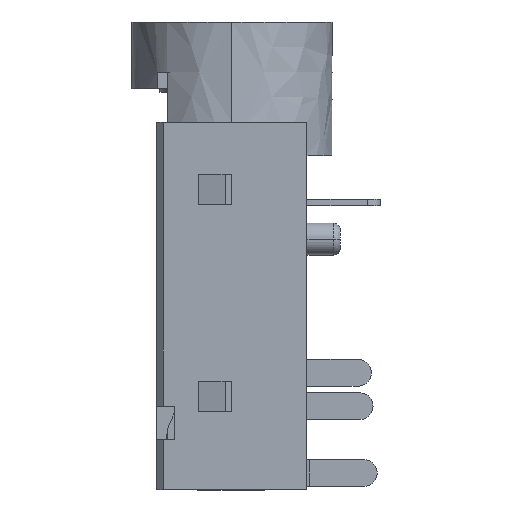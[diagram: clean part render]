
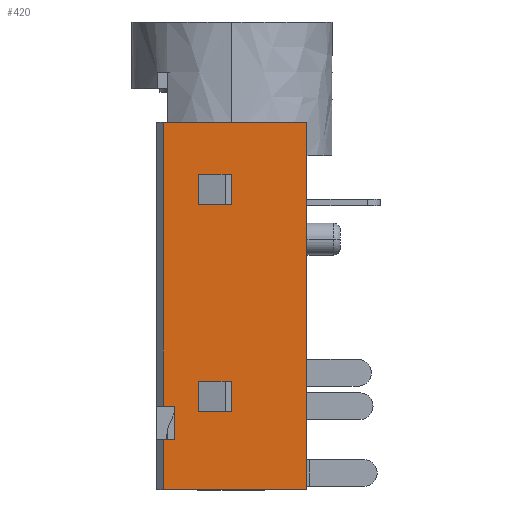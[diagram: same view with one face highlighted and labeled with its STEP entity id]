
A CAD part, left-side view. The second image highlights one B-rep face of the part: STEP entity #420.
In plain terms, the highlighted free-form (B-spline) face has degree [1, 1] with [2, 2] control points.
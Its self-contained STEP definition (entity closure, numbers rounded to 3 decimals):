
#420=ADVANCED_FACE('NONE',(#1300,#1301,#1302),#1303,.T.);
#1300=FACE_OUTER_BOUND('',#3853,.T.);
#1301=FACE_BOUND('',#3854,.T.);
#1302=FACE_BOUND('',#3855,.T.);
#1303=B_SPLINE_SURFACE_WITH_KNOTS('',1,1,((#3856,#3857),(#3858,#3859)),.UNSPECIFIED.,.F.,.F.,.F.,(2,2),(2,2),(0.199,4.501),(-11.001,0.001),.UNSPECIFIED.);
#3853=EDGE_LOOP('',(#7361,#7362,#7363,#7364,#7365,#7366,#7367,#7368));
#3854=EDGE_LOOP('',(#7369,#7370,#7371,#7372));
#3855=EDGE_LOOP('',(#7373,#7374,#7375,#7376));
#3856=CARTESIAN_POINT('',(-4.7,2.051,-11.001));
#3857=CARTESIAN_POINT('',(-4.7,2.051,0.001));
#3858=CARTESIAN_POINT('',(-4.7,-2.251,-11.001));
#3859=CARTESIAN_POINT('',(-4.7,-2.251,0.001));
#7361=ORIENTED_EDGE('',*,*,#9282,.T.);
#7362=ORIENTED_EDGE('',*,*,#9429,.F.);
#7363=ORIENTED_EDGE('',*,*,#9452,.T.);
#7364=ORIENTED_EDGE('',*,*,#9453,.T.);
#7365=ORIENTED_EDGE('',*,*,#9454,.T.);
#7366=ORIENTED_EDGE('',*,*,#9256,.T.);
#7367=ORIENTED_EDGE('',*,*,#9243,.T.);
#7368=ORIENTED_EDGE('',*,*,#9279,.F.);
#7369=ORIENTED_EDGE('',*,*,#9242,.T.);
#7370=ORIENTED_EDGE('',*,*,#9240,.F.);
#7371=ORIENTED_EDGE('',*,*,#9238,.F.);
#7372=ORIENTED_EDGE('',*,*,#9235,.T.);
#7373=ORIENTED_EDGE('',*,*,#9234,.T.);
#7374=ORIENTED_EDGE('',*,*,#9232,.F.);
#7375=ORIENTED_EDGE('',*,*,#9230,.F.);
#7376=ORIENTED_EDGE('',*,*,#9227,.T.);
#9227=EDGE_CURVE('NONE',#11070,#11071,#11072,.T.);
#9230=EDGE_CURVE('NONE',#11070,#11075,#11076,.T.);
#9232=EDGE_CURVE('NONE',#11075,#11078,#11079,.T.);
#9234=EDGE_CURVE('NONE',#11071,#11078,#11081,.T.);
#9235=EDGE_CURVE('NONE',#11082,#11083,#11084,.T.);
#9238=EDGE_CURVE('NONE',#11082,#11087,#11088,.T.);
#9240=EDGE_CURVE('NONE',#11087,#11090,#11091,.T.);
#9242=EDGE_CURVE('NONE',#11083,#11090,#11093,.T.);
#9243=EDGE_CURVE('NONE',#11094,#11095,#11096,.T.);
#9256=EDGE_CURVE('NONE',#11112,#11094,#11118,.T.);
#9279=EDGE_CURVE('NONE',#11151,#11095,#11153,.T.);
#9282=EDGE_CURVE('NONE',#11151,#11155,#11158,.T.);
#9429=EDGE_CURVE('NONE',#11386,#11155,#11388,.T.);
#9452=EDGE_CURVE('NONE',#11386,#11423,#11424,.T.);
#9453=EDGE_CURVE('NONE',#11423,#11425,#11426,.T.);
#9454=EDGE_CURVE('NONE',#11425,#11112,#11427,.T.);
#11070=VERTEX_POINT('NONE',#13938);
#11071=VERTEX_POINT('NONE',#13939);
#11072=LINE('',#13940,#13941);
#11075=VERTEX_POINT('NONE',#13946);
#11076=LINE('',#13947,#13948);
#11078=VERTEX_POINT('NONE',#13951);
#11079=LINE('',#13952,#13953);
#11081=LINE('',#13956,#13957);
#11082=VERTEX_POINT('NONE',#13958);
#11083=VERTEX_POINT('NONE',#13959);
#11084=LINE('',#13960,#13961);
#11087=VERTEX_POINT('NONE',#13966);
#11088=LINE('',#13967,#13968);
#11090=VERTEX_POINT('NONE',#13971);
#11091=LINE('',#13972,#13973);
#11093=LINE('',#13976,#13977);
#11094=VERTEX_POINT('NONE',#13978);
#11095=VERTEX_POINT('NONE',#13979);
#11096=LINE('',#13980,#13981);
#11112=VERTEX_POINT('NONE',#14005);
#11118=LINE('',#14014,#14015);
#11151=VERTEX_POINT('NONE',#14067);
#11153=LINE('',#14070,#14071);
#11155=VERTEX_POINT('NONE',#14074);
#11158=LINE('',#14078,#14079);
#11386=VERTEX_POINT('NONE',#14435);
#11388=LINE('',#14438,#14439);
#11423=VERTEX_POINT('NONE',#14496);
#11424=LINE('',#14497,#14498);
#11425=VERTEX_POINT('NONE',#14499);
#11426=LINE('',#14500,#14501);
#11427=LINE('',#14502,#14503);
#13938=CARTESIAN_POINT('',(-4.7,0.0,-7.75));
#13939=CARTESIAN_POINT('',(-4.7,0.0,-8.65));
#13940=CARTESIAN_POINT('',(-4.7,0.0,-7.75));
#13941=VECTOR('',#16557,1000.0);
#13946=CARTESIAN_POINT('',(-4.7,1.0,-7.75));
#13947=CARTESIAN_POINT('',(-4.7,0.0,-7.75));
#13948=VECTOR('',#16560,1000.0);
#13951=CARTESIAN_POINT('',(-4.7,1.0,-8.65));
#13952=CARTESIAN_POINT('',(-4.7,1.0,-7.75));
#13953=VECTOR('',#16562,1000.0);
#13956=CARTESIAN_POINT('',(-4.7,0.0,-8.65));
#13957=VECTOR('',#16564,1000.0);
#13958=CARTESIAN_POINT('',(-4.7,0.0,-1.55));
#13959=CARTESIAN_POINT('',(-4.7,0.0,-2.45));
#13960=CARTESIAN_POINT('',(-4.7,0.0,-1.55));
#13961=VECTOR('',#16565,1000.0);
#13966=CARTESIAN_POINT('',(-4.7,1.0,-1.55));
#13967=CARTESIAN_POINT('',(-4.7,0.0,-1.55));
#13968=VECTOR('',#16568,1000.0);
#13971=CARTESIAN_POINT('',(-4.7,1.0,-2.45));
#13972=CARTESIAN_POINT('',(-4.7,1.0,-1.55));
#13973=VECTOR('',#16570,1000.0);
#13976=CARTESIAN_POINT('',(-4.7,0.0,-2.45));
#13977=VECTOR('',#16572,1000.0);
#13978=CARTESIAN_POINT('',(-4.7,1.72,-8.5));
#13979=CARTESIAN_POINT('',(-4.7,1.72,-9.5));
#13980=CARTESIAN_POINT('',(-4.7,1.72,-8.5));
#13981=VECTOR('',#16573,1000.0);
#14005=CARTESIAN_POINT('',(-4.7,2.05,-8.5));
#14014=CARTESIAN_POINT('',(-4.7,2.05,-8.5));
#14015=VECTOR('',#16588,1000.0);
#14067=CARTESIAN_POINT('',(-4.7,2.05,-9.5));
#14070=CARTESIAN_POINT('',(-4.7,2.05,-9.5));
#14071=VECTOR('',#16615,1000.0);
#14074=CARTESIAN_POINT('',(-4.7,2.05,-11.0));
#14078=CARTESIAN_POINT('',(-4.7,2.05,-9.5));
#14079=VECTOR('',#16618,1000.0);
#14435=CARTESIAN_POINT('',(-4.7,-2.25,-11.0));
#14438=CARTESIAN_POINT('',(-4.7,-2.25,-11.0));
#14439=VECTOR('',#16799,1000.0);
#14496=CARTESIAN_POINT('',(-4.7,-2.25,0.0));
#14497=CARTESIAN_POINT('',(-4.7,-2.25,-11.0));
#14498=VECTOR('',#16822,1000.0);
#14499=CARTESIAN_POINT('',(-4.7,2.05,0.0));
#14500=CARTESIAN_POINT('',(-4.7,-2.25,0.0));
#14501=VECTOR('',#16823,1000.0);
#14502=CARTESIAN_POINT('',(-4.7,2.05,0.0));
#14503=VECTOR('',#16824,1000.0);
#16557=DIRECTION('',(0.0,0.0,-1.0));
#16560=DIRECTION('',(0.0,1.0,0.0));
#16562=DIRECTION('',(0.0,0.0,-1.0));
#16564=DIRECTION('',(0.0,1.0,0.0));
#16565=DIRECTION('',(0.0,0.0,-1.0));
#16568=DIRECTION('',(0.0,1.0,0.0));
#16570=DIRECTION('',(0.0,0.0,-1.0));
#16572=DIRECTION('',(0.0,1.0,0.0));
#16573=DIRECTION('',(0.0,0.0,-1.0));
#16588=DIRECTION('',(0.0,-1.0,0.0));
#16615=DIRECTION('',(0.0,-1.0,0.0));
#16618=DIRECTION('',(0.0,0.0,-1.0));
#16799=DIRECTION('',(0.0,1.0,0.0));
#16822=DIRECTION('',(0.0,0.0,1.0));
#16823=DIRECTION('',(0.0,1.0,0.0));
#16824=DIRECTION('',(0.0,0.0,-1.0));
